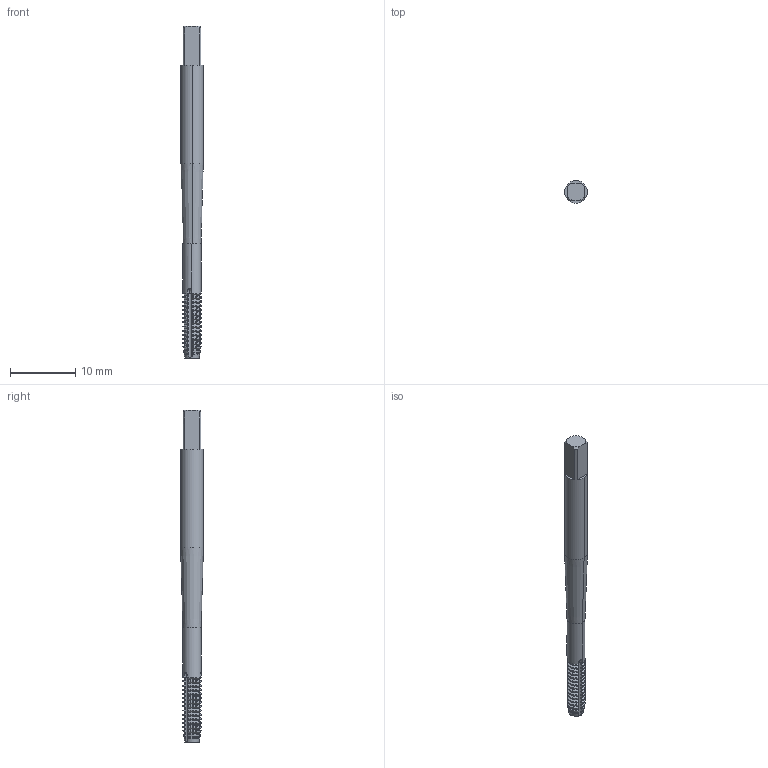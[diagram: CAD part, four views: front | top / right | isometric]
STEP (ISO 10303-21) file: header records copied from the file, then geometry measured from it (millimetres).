
FILE_DESCRIPTION(('no description'),'unknown implementation level');
FILE_NAME('1824000-Detail.stp',' ',('CIM GmbH Aachen'),('CADClick - KiM GmbH - www.kimweb.de'),'unknown preprocess','ACIS','unknown authorization');
FILE_SCHEMA(('automotive_design'));
Length unit declared in the file: millimetre
Products named in the file (2): 1; 2
Bounding box: 3.5 x 3.5 x 50.8 mm (x, y, z)
Volume: 374.9 mm3; surface area: 665.1 mm2
Topology: 2 solids, 2 shells, 457 faces, 1287 edges, 834 vertices
Faces by surface type: cone 182, cylinder 162, plane 107, torus 6
Entity records: 30740 total; most frequent: CARTESIAN_POINT 5010, STYLED_ITEM 2580, PRESENTATION_STYLE_ASSIGNMENT 2580, COLOUR_RGB 2580, ORIENTED_EDGE 2574, DIRECTION 2281, EDGE_CURVE 1287, CURVE_STYLE 1287
